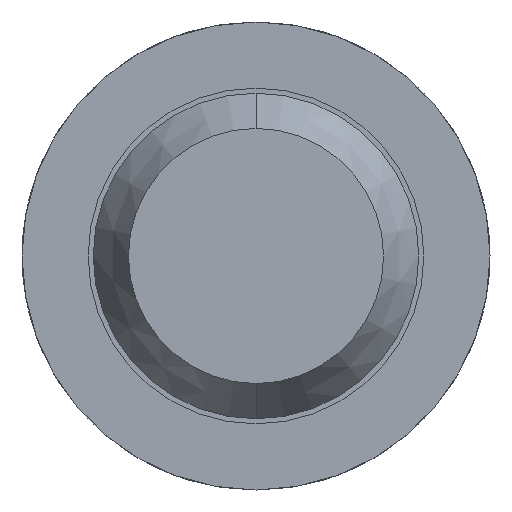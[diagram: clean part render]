
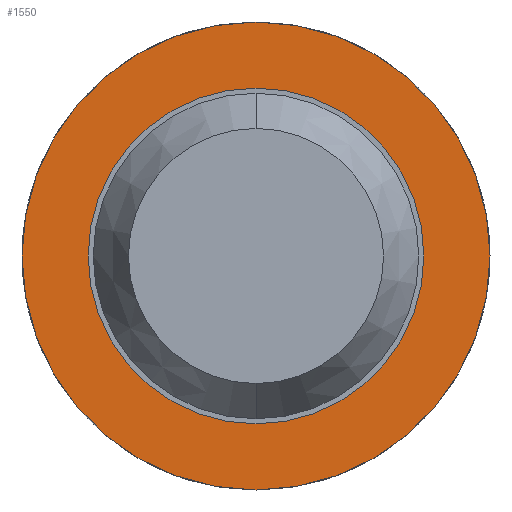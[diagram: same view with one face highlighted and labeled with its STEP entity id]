
A CAD part, front view. The second image highlights one B-rep face of the part: STEP entity #1550.
In plain terms, the highlighted planar face has unit normal (0, -1, 0).
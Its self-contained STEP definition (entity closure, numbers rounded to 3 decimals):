
#31 = AXIS2_PLACEMENT_3D ( 'NONE', #427, #3926, #3644 ) ;
#96 = CARTESIAN_POINT ( 'NONE',  ( 0., -1.7, 0. ) ) ;
#160 = VERTEX_POINT ( 'NONE', #3860 ) ;
#293 = CARTESIAN_POINT ( 'NONE',  ( 0., -1.7, -1.15 ) ) ;
#309 = DIRECTION ( 'NONE',  ( 0., 1., 0. ) ) ;
#413 = CARTESIAN_POINT ( 'NONE',  ( 0., -1.7, -0.825 ) ) ;
#427 = CARTESIAN_POINT ( 'NONE',  ( 0., -1.7, 0. ) ) ;
#518 = CARTESIAN_POINT ( 'NONE',  ( 0., -1.7, 0. ) ) ;
#559 = PLANE ( 'NONE',  #1093 ) ;
#598 = CARTESIAN_POINT ( 'NONE',  ( 0., -1.7, 0.825 ) ) ;
#611 = DIRECTION ( 'NONE',  ( 0., 1., 0. ) ) ;
#833 = EDGE_CURVE ( 'Defeature ausgef�hrt2_14+Defeature ausgef�hrt2_13+Defeature ausgef�hrt2_13+Defeature ausgef�hrt2_13', #1919, #1711, #3079, .T. ) ;
#1044 = DIRECTION ( 'NONE',  ( 0., 0., 1. ) ) ;
#1093 = AXIS2_PLACEMENT_3D ( 'NONE', #1292, #309, #3227 ) ;
#1247 = EDGE_LOOP ( 'NONE', ( #2344, #1350 ) ) ;
#1292 = CARTESIAN_POINT ( 'NONE',  ( 0.825, -1.7, 0. ) ) ;
#1350 = ORIENTED_EDGE ( 'NONE', *, *, #3323, .T. ) ;
#1550 = ADVANCED_FACE ( 'Defeature ausgef�hrt2_14', ( #3410, #3473 ), #559, .F. ) ;
#1642 = CIRCLE ( 'NONE', #2033, 0.825 ) ;
#1711 = VERTEX_POINT ( 'NONE', #413 ) ;
#1919 = VERTEX_POINT ( 'NONE', #598 ) ;
#1948 = AXIS2_PLACEMENT_3D ( 'NONE', #96, #2288, #1044 ) ;
#2033 = AXIS2_PLACEMENT_3D ( 'NONE', #3215, #611, #2580 ) ;
#2102 = CIRCLE ( 'NONE', #2905, 1.15 ) ;
#2288 = DIRECTION ( 'NONE',  ( 0., 1., 0. ) ) ;
#2344 = ORIENTED_EDGE ( 'NONE', *, *, #833, .T. ) ;
#2388 = DIRECTION ( 'NONE',  ( 0., 1., 0. ) ) ;
#2580 = DIRECTION ( 'NONE',  ( 0., 0., 1. ) ) ;
#2653 = ORIENTED_EDGE ( 'NONE', *, *, #4041, .F. ) ;
#2762 = DIRECTION ( 'NONE',  ( 0., 0., 1. ) ) ;
#2905 = AXIS2_PLACEMENT_3D ( 'NONE', #518, #2388, #2762 ) ;
#3036 = EDGE_CURVE ( 'Defeature ausgef�hrt2_10+Defeature ausgef�hrt2_14+Defeature ausgef�hrt2_14+Defeature ausgef�hrt2_14', #160, #3317, #3908, .T. ) ;
#3079 = CIRCLE ( 'NONE', #1948, 0.825 ) ;
#3215 = CARTESIAN_POINT ( 'NONE',  ( 0., -1.7, 0. ) ) ;
#3227 = DIRECTION ( 'NONE',  ( 0., 0., 1. ) ) ;
#3305 = ORIENTED_EDGE ( 'NONE', *, *, #3036, .F. ) ;
#3317 = VERTEX_POINT ( 'NONE', #293 ) ;
#3323 = EDGE_CURVE ( 'Defeature ausgef�hrt2_14+Defeature ausgef�hrt2_13+Defeature ausgef�hrt2_13+Defeature ausgef�hrt2_13', #1711, #1919, #1642, .T. ) ;
#3410 = FACE_OUTER_BOUND ( 'NONE', #3628, .T. ) ;
#3473 = FACE_BOUND ( 'NONE', #1247, .T. ) ;
#3628 = EDGE_LOOP ( 'NONE', ( #3305, #2653 ) ) ;
#3644 = DIRECTION ( 'NONE',  ( 0., 0., 1. ) ) ;
#3860 = CARTESIAN_POINT ( 'NONE',  ( 0., -1.7, 1.15 ) ) ;
#3908 = CIRCLE ( 'NONE', #31, 1.15 ) ;
#3926 = DIRECTION ( 'NONE',  ( 0., 1., 0. ) ) ;
#4041 = EDGE_CURVE ( 'Defeature ausgef�hrt2_10+Defeature ausgef�hrt2_14+Defeature ausgef�hrt2_14+Defeature ausgef�hrt2_14', #3317, #160, #2102, .T. ) ;
